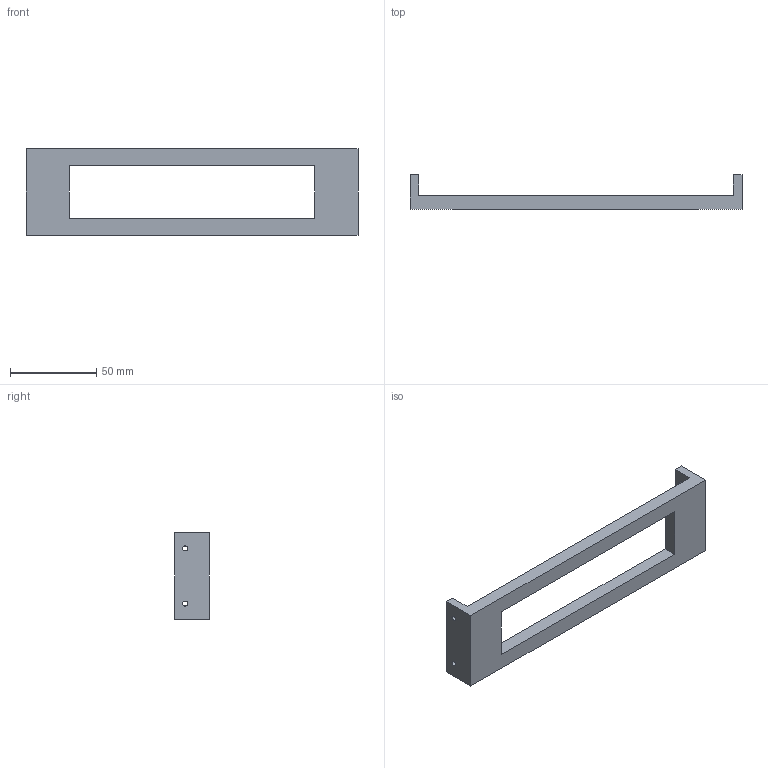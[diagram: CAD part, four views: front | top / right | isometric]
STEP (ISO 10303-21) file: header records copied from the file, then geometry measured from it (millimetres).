
FILE_DESCRIPTION(('FreeCAD Model'),'2;1');
FILE_NAME('Open CASCADE Shape Model','2025-02-23T12:16:03',(''),(''), 'Open CASCADE STEP processor 7.8','FreeCAD','Unknown');
FILE_SCHEMA(('AUTOMOTIVE_DESIGN { 1 0 10303 214 1 1 1 1 }'));
Length unit declared in the file: millimetre
Products named in the file (2): Gateway-Panel; GatewayPanel
Assembly tree (1 placements, depth 2):
  Gateway-Panel
    GatewayPanel
Bounding box: 192.5 x 20 x 50 mm (x, y, z)
Volume: 48111.5 mm3; surface area: 20093.1 mm2
Topology: 1 solids, 1 shells, 26 faces, 60 edges, 40 vertices
Faces by surface type: plane 18, cylinder 8
Full cylindrical faces by diameter (mm): 2.9 x4, 6 x4
Entity records: 800 total; most frequent: DIRECTION 132, CARTESIAN_POINT 128, ORIENTED_EDGE 120, EDGE_CURVE 60, AXIS2_PLACEMENT_3D 44, LINE 44, VECTOR 44, FACE_BOUND 40
